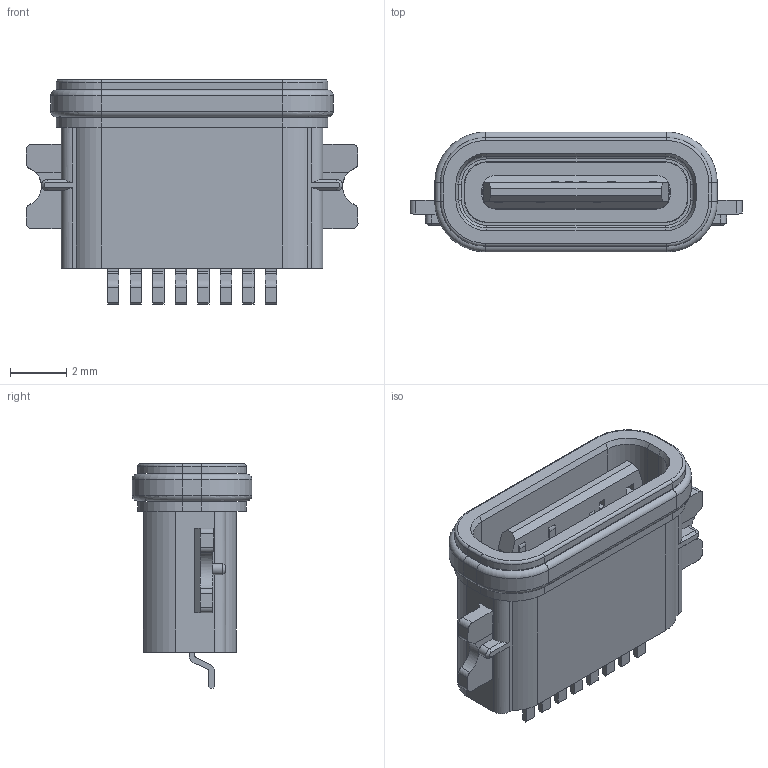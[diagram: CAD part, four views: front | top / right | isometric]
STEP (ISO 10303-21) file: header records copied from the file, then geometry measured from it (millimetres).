
FILE_DESCRIPTION(/* description */ (''),/* implementation_level */ '2;1');
FILE_NAME(/* name */ 'A977.stp',/* time_stamp */ '2024-07-03T14:46:43+08:00',/* author */ (''),/* organization */ (''),/* preprocessor_version */ 'ST-DEVELOPER v16',/* originating_system */ 'SIEMENS PLM Software NX 10.0',/* authorisation */ '');
FILE_SCHEMA (('AUTOMOTIVE_DESIGN { 1 0 10303 214 3 1 1 1 }'));
Length unit declared in the file: millimetre
Products named in the file (1): xue4D8C5FA3zfuq
Bounding box: 11.8 x 4.26 x 7.99 mm (x, y, z)
Volume: 141.2 mm3; surface area: 558.3 mm2
Topology: 2 solids, 3 shells, 742 faces, 1983 edges, 1303 vertices
Faces by surface type: plane 569, cylinder 143, torus 16, cone 14
Entity records: 23076 total; most frequent: CARTESIAN_POINT 4243, ORIENTED_EDGE 3966, DIRECTION 3762, EDGE_CURVE 1983, LINE 1630, VECTOR 1630, VERTEX_POINT 1303, AXIS2_PLACEMENT_3D 1066
